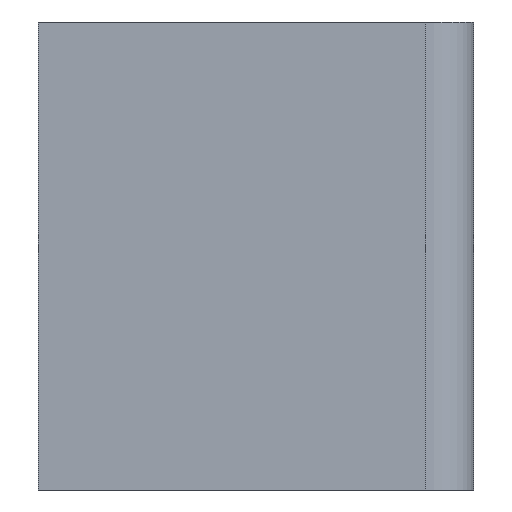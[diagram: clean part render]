
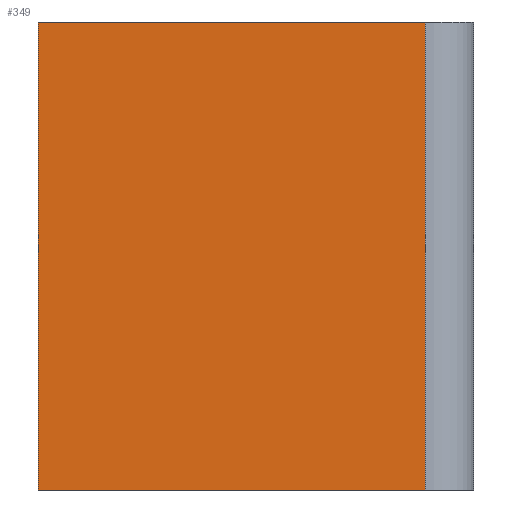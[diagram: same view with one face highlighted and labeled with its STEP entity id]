
A CAD part, left-side view. The second image highlights one B-rep face of the part: STEP entity #349.
In plain terms, the highlighted planar face has unit normal (-1, 0, 0).
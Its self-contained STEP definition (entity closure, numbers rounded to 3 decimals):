
#39=FACE_OUTER_BOUND('',#59,.T.);
#59=EDGE_LOOP('',(#275,#276,#277,#278));
#84=LINE('',#525,#124);
#94=LINE('',#556,#134);
#95=LINE('',#559,#135);
#96=LINE('',#560,#136);
#124=VECTOR('',#424,10.);
#134=VECTOR('',#454,10.);
#135=VECTOR('',#457,10.);
#136=VECTOR('',#458,10.);
#162=VERTEX_POINT('',#522);
#163=VERTEX_POINT('',#524);
#173=VERTEX_POINT('',#552);
#175=VERTEX_POINT('',#558);
#197=EDGE_CURVE('',#162,#163,#84,.T.);
#213=EDGE_CURVE('',#173,#163,#94,.T.);
#214=EDGE_CURVE('',#173,#175,#95,.T.);
#215=EDGE_CURVE('',#175,#162,#96,.T.);
#275=ORIENTED_EDGE('',*,*,#214,.F.);
#276=ORIENTED_EDGE('',*,*,#213,.T.);
#277=ORIENTED_EDGE('',*,*,#197,.F.);
#278=ORIENTED_EDGE('',*,*,#215,.F.);
#332=PLANE('',#388);
#349=ADVANCED_FACE('',(#39),#332,.T.);
#388=AXIS2_PLACEMENT_3D('',#557,#455,#456);
#424=DIRECTION('',(0.,-1.,0.));
#454=DIRECTION('',(0.,0.,1.));
#455=DIRECTION('center_axis',(-1.,0.,0.));
#456=DIRECTION('ref_axis',(0.,-1.,0.));
#457=DIRECTION('',(0.,1.,0.));
#458=DIRECTION('',(0.,0.,1.));
#522=CARTESIAN_POINT('',(-55.,0.,29.));
#524=CARTESIAN_POINT('',(-55.,-24.,29.));
#525=CARTESIAN_POINT('',(-55.,-24.,29.));
#552=CARTESIAN_POINT('',(-55.,-24.,0.));
#556=CARTESIAN_POINT('',(-55.,-24.,0.));
#557=CARTESIAN_POINT('Origin',(-55.,0.,0.));
#558=CARTESIAN_POINT('',(-55.,0.,0.));
#559=CARTESIAN_POINT('',(-55.,-24.,0.));
#560=CARTESIAN_POINT('',(-55.,0.,0.));
